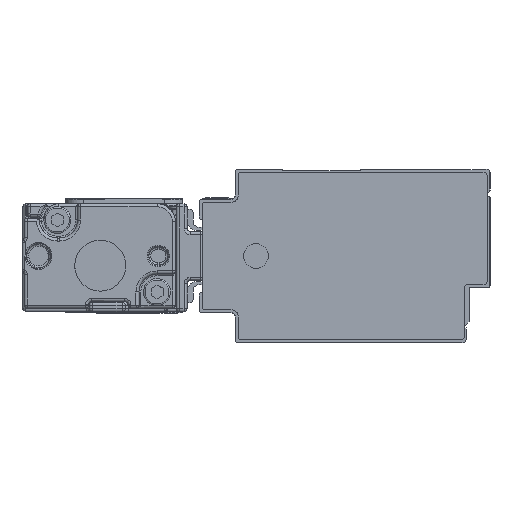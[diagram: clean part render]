
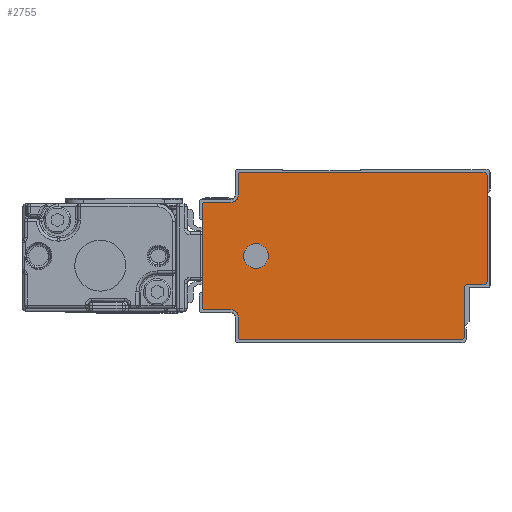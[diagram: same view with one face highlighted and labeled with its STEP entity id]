
A CAD part, left-side view. The second image highlights one B-rep face of the part: STEP entity #2755.
In plain terms, the highlighted planar face has unit normal (-1, 0, 0).
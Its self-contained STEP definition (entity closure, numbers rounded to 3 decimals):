
#1371=AXIS2_PLACEMENT_3D('Circle Axis2P3D',#1369,#1370,$) ;
#1409=AXIS2_PLACEMENT_3D('Circle Axis2P3D',#1407,#1408,$) ;
#1447=AXIS2_PLACEMENT_3D('Circle Axis2P3D',#1445,#1446,$) ;
#1485=AXIS2_PLACEMENT_3D('Circle Axis2P3D',#1483,#1484,$) ;
#2638=AXIS2_PLACEMENT_3D('Plane Axis2P3D',#2635,#2636,#2637) ;
#2642=AXIS2_PLACEMENT_3D('Circle Axis2P3D',#2640,#2641,$) ;
#2656=AXIS2_PLACEMENT_3D('Circle Axis2P3D',#2654,#2655,$) ;
#2670=AXIS2_PLACEMENT_3D('Circle Axis2P3D',#2668,#2669,$) ;
#2684=AXIS2_PLACEMENT_3D('Circle Axis2P3D',#2682,#2683,$) ;
#2698=AXIS2_PLACEMENT_3D('Circle Axis2P3D',#2696,#2697,$) ;
#2712=AXIS2_PLACEMENT_3D('Circle Axis2P3D',#2710,#2711,$) ;
#2739=AXIS2_PLACEMENT_3D('Circle Axis2P3D',#2737,#2738,$) ;
#2748=AXIS2_PLACEMENT_3D('Circle Axis2P3D',#2746,#2747,$) ;
#1327=CARTESIAN_POINT('Line Origine',(-375.5,44.,14.5)) ;
#1331=CARTESIAN_POINT('Vertex',(-375.5,44.,6.)) ;
#1333=CARTESIAN_POINT('Vertex',(-375.5,44.,23.)) ;
#1369=CARTESIAN_POINT('Axis2P3D Location',(-375.5,43.5,23.)) ;
#1373=CARTESIAN_POINT('Vertex',(-375.5,43.5,23.5)) ;
#1388=CARTESIAN_POINT('Line Origine',(-375.5,41.25,23.5)) ;
#1392=CARTESIAN_POINT('Vertex',(-375.5,39.,23.5)) ;
#1407=CARTESIAN_POINT('Axis2P3D Location',(-375.5,39.,24.5)) ;
#1411=CARTESIAN_POINT('Vertex',(-375.5,38.,24.5)) ;
#1426=CARTESIAN_POINT('Line Origine',(-375.5,38.,26.25)) ;
#1430=CARTESIAN_POINT('Vertex',(-375.5,38.,28.)) ;
#1445=CARTESIAN_POINT('Axis2P3D Location',(-375.5,37.5,28.)) ;
#1449=CARTESIAN_POINT('Vertex',(-375.5,37.5,28.5)) ;
#1464=CARTESIAN_POINT('Line Origine',(-375.5,17.25,28.5)) ;
#1468=CARTESIAN_POINT('Vertex',(-375.5,-3.,28.5)) ;
#1483=CARTESIAN_POINT('Axis2P3D Location',(-375.5,-3.,28.)) ;
#1487=CARTESIAN_POINT('Vertex',(-375.5,-3.5,28.)) ;
#1502=CARTESIAN_POINT('Line Origine',(-375.5,-3.5,19.1)) ;
#1506=CARTESIAN_POINT('Vertex',(-375.5,-3.5,10.2)) ;
#2635=CARTESIAN_POINT('Axis2P3D Location',(-375.5,0.,0.)) ;
#2640=CARTESIAN_POINT('Axis2P3D Location',(-375.5,43.5,6.)) ;
#2644=CARTESIAN_POINT('Vertex',(-375.5,43.5,5.5)) ;
#2647=CARTESIAN_POINT('Line Origine',(-375.5,41.25,5.5)) ;
#2651=CARTESIAN_POINT('Vertex',(-375.5,39.,5.5)) ;
#2654=CARTESIAN_POINT('Axis2P3D Location',(-375.5,39.,4.5)) ;
#2658=CARTESIAN_POINT('Vertex',(-375.5,38.,4.5)) ;
#2661=CARTESIAN_POINT('Line Origine',(-375.5,38.,2.75)) ;
#2665=CARTESIAN_POINT('Vertex',(-375.5,38.,1.)) ;
#2668=CARTESIAN_POINT('Axis2P3D Location',(-375.5,37.5,1.)) ;
#2672=CARTESIAN_POINT('Vertex',(-375.5,37.5,0.5)) ;
#2675=CARTESIAN_POINT('Line Origine',(-375.5,19.15,0.5)) ;
#2679=CARTESIAN_POINT('Vertex',(-375.5,0.8,0.5)) ;
#2682=CARTESIAN_POINT('Axis2P3D Location',(-375.5,0.8,1.)) ;
#2686=CARTESIAN_POINT('Vertex',(-375.5,0.3,1.)) ;
#2689=CARTESIAN_POINT('Line Origine',(-375.5,0.3,5.1)) ;
#2693=CARTESIAN_POINT('Vertex',(-375.5,0.3,9.2)) ;
#2696=CARTESIAN_POINT('Axis2P3D Location',(-375.5,-0.2,9.2)) ;
#2700=CARTESIAN_POINT('Vertex',(-375.5,-0.2,9.7)) ;
#2703=CARTESIAN_POINT('Line Origine',(-375.5,-1.6,9.7)) ;
#2707=CARTESIAN_POINT('Vertex',(-375.5,-3.,9.7)) ;
#2710=CARTESIAN_POINT('Axis2P3D Location',(-375.5,-3.,10.2)) ;
#2737=CARTESIAN_POINT('Axis2P3D Location',(-375.5,35.,14.5)) ;
#2741=CARTESIAN_POINT('Vertex',(-375.5,33.186,13.509)) ;
#2743=CARTESIAN_POINT('Vertex',(-375.5,36.814,15.491)) ;
#2746=CARTESIAN_POINT('Axis2P3D Location',(-375.5,35.,14.5)) ;
#1328=DIRECTION('Vector Direction',(0.,0.,1.)) ;
#1370=DIRECTION('Axis2P3D Direction',(1.,0.,0.)) ;
#1389=DIRECTION('Vector Direction',(0.,1.,0.)) ;
#1408=DIRECTION('Axis2P3D Direction',(1.,0.,0.)) ;
#1427=DIRECTION('Vector Direction',(0.,0.,1.)) ;
#1446=DIRECTION('Axis2P3D Direction',(1.,0.,0.)) ;
#1465=DIRECTION('Vector Direction',(0.,1.,0.)) ;
#1484=DIRECTION('Axis2P3D Direction',(1.,0.,-0.)) ;
#1503=DIRECTION('Vector Direction',(0.,0.,-1.)) ;
#2636=DIRECTION('Axis2P3D Direction',(1.,0.,0.)) ;
#2637=DIRECTION('Axis2P3D XDirection',(0.,1.,0.)) ;
#2641=DIRECTION('Axis2P3D Direction',(1.,0.,0.)) ;
#2648=DIRECTION('Vector Direction',(0.,-1.,0.)) ;
#2655=DIRECTION('Axis2P3D Direction',(1.,0.,0.)) ;
#2662=DIRECTION('Vector Direction',(0.,0.,1.)) ;
#2669=DIRECTION('Axis2P3D Direction',(1.,0.,0.)) ;
#2676=DIRECTION('Vector Direction',(0.,-1.,0.)) ;
#2683=DIRECTION('Axis2P3D Direction',(1.,0.,0.)) ;
#2690=DIRECTION('Vector Direction',(0.,0.,-1.)) ;
#2697=DIRECTION('Axis2P3D Direction',(1.,0.,0.)) ;
#2704=DIRECTION('Vector Direction',(0.,1.,0.)) ;
#2711=DIRECTION('Axis2P3D Direction',(1.,0.,0.)) ;
#2738=DIRECTION('Axis2P3D Direction',(1.,0.,0.)) ;
#2747=DIRECTION('Axis2P3D Direction',(1.,0.,0.)) ;
#1329=VECTOR('Line Direction',#1328,1.) ;
#1390=VECTOR('Line Direction',#1389,1.) ;
#1428=VECTOR('Line Direction',#1427,1.) ;
#1466=VECTOR('Line Direction',#1465,1.) ;
#1504=VECTOR('Line Direction',#1503,1.) ;
#2649=VECTOR('Line Direction',#2648,1.) ;
#2663=VECTOR('Line Direction',#2662,1.) ;
#2677=VECTOR('Line Direction',#2676,1.) ;
#2691=VECTOR('Line Direction',#2690,1.) ;
#2705=VECTOR('Line Direction',#2704,1.) ;
#2716=ORIENTED_EDGE('',*,*,#1470,.F.) ;
#2717=ORIENTED_EDGE('',*,*,#1451,.F.) ;
#2718=ORIENTED_EDGE('',*,*,#1432,.F.) ;
#2719=ORIENTED_EDGE('',*,*,#1413,.F.) ;
#2720=ORIENTED_EDGE('',*,*,#1394,.F.) ;
#2721=ORIENTED_EDGE('',*,*,#1375,.F.) ;
#2722=ORIENTED_EDGE('',*,*,#1335,.F.) ;
#2723=ORIENTED_EDGE('',*,*,#2646,.F.) ;
#2724=ORIENTED_EDGE('',*,*,#2653,.F.) ;
#2725=ORIENTED_EDGE('',*,*,#2660,.F.) ;
#2726=ORIENTED_EDGE('',*,*,#2667,.F.) ;
#2727=ORIENTED_EDGE('',*,*,#2674,.F.) ;
#2728=ORIENTED_EDGE('',*,*,#2681,.F.) ;
#2729=ORIENTED_EDGE('',*,*,#2688,.F.) ;
#2730=ORIENTED_EDGE('',*,*,#2695,.F.) ;
#2731=ORIENTED_EDGE('',*,*,#2702,.F.) ;
#2732=ORIENTED_EDGE('',*,*,#2709,.F.) ;
#2733=ORIENTED_EDGE('',*,*,#2714,.F.) ;
#2734=ORIENTED_EDGE('',*,*,#1508,.F.) ;
#2735=ORIENTED_EDGE('',*,*,#1489,.F.) ;
#2752=ORIENTED_EDGE('',*,*,#2745,.T.) ;
#2753=ORIENTED_EDGE('',*,*,#2750,.T.) ;
#2754=FACE_BOUND('',#2751,.T.) ;
#2755=ADVANCED_FACE('\X2\FF8EFF9EFF83FF9EFF68FF70\X0\.2',(#2736,#2754),#2639,.F.) ;
#1372=CIRCLE('generated circle',#1371,0.5) ;
#1410=CIRCLE('generated circle',#1409,1.) ;
#1448=CIRCLE('generated circle',#1447,0.5) ;
#1486=CIRCLE('generated circle',#1485,0.5) ;
#2643=CIRCLE('generated circle',#2642,0.5) ;
#2657=CIRCLE('generated circle',#2656,1.) ;
#2671=CIRCLE('generated circle',#2670,0.5) ;
#2685=CIRCLE('generated circle',#2684,0.5) ;
#2699=CIRCLE('generated circle',#2698,0.5) ;
#2713=CIRCLE('generated circle',#2712,0.5) ;
#2740=CIRCLE('generated circle',#2739,2.067) ;
#2749=CIRCLE('generated circle',#2748,2.067) ;
#1335=EDGE_CURVE('',#1332,#1334,#1330,.T.) ;
#1375=EDGE_CURVE('',#1334,#1374,#1372,.T.) ;
#1394=EDGE_CURVE('',#1374,#1393,#1391,.F.) ;
#1413=EDGE_CURVE('',#1393,#1412,#1410,.F.) ;
#1432=EDGE_CURVE('',#1412,#1431,#1429,.T.) ;
#1451=EDGE_CURVE('',#1431,#1450,#1448,.T.) ;
#1470=EDGE_CURVE('',#1450,#1469,#1467,.F.) ;
#1489=EDGE_CURVE('',#1469,#1488,#1486,.T.) ;
#1508=EDGE_CURVE('',#1488,#1507,#1505,.T.) ;
#2646=EDGE_CURVE('',#2645,#1332,#2643,.T.) ;
#2653=EDGE_CURVE('',#2652,#2645,#2650,.F.) ;
#2660=EDGE_CURVE('',#2659,#2652,#2657,.F.) ;
#2667=EDGE_CURVE('',#2666,#2659,#2664,.T.) ;
#2674=EDGE_CURVE('',#2673,#2666,#2671,.T.) ;
#2681=EDGE_CURVE('',#2680,#2673,#2678,.F.) ;
#2688=EDGE_CURVE('',#2687,#2680,#2685,.T.) ;
#2695=EDGE_CURVE('',#2694,#2687,#2692,.T.) ;
#2702=EDGE_CURVE('',#2701,#2694,#2699,.F.) ;
#2709=EDGE_CURVE('',#2708,#2701,#2706,.T.) ;
#2714=EDGE_CURVE('',#1507,#2708,#2713,.T.) ;
#2745=EDGE_CURVE('',#2742,#2744,#2740,.T.) ;
#2750=EDGE_CURVE('',#2744,#2742,#2749,.T.) ;
#2715=EDGE_LOOP('',(#2716,#2717,#2718,#2719,#2720,#2721,#2722,#2723,#2724,#2725,#2726,#2727,#2728,#2729,#2730,#2731,#2732,#2733,#2734,#2735)) ;
#2751=EDGE_LOOP('',(#2752,#2753)) ;
#2736=FACE_OUTER_BOUND('',#2715,.T.) ;
#1330=LINE('Line',#1327,#1329) ;
#1391=LINE('Line',#1388,#1390) ;
#1429=LINE('Line',#1426,#1428) ;
#1467=LINE('Line',#1464,#1466) ;
#1505=LINE('Line',#1502,#1504) ;
#2650=LINE('Line',#2647,#2649) ;
#2664=LINE('Line',#2661,#2663) ;
#2678=LINE('Line',#2675,#2677) ;
#2692=LINE('Line',#2689,#2691) ;
#2706=LINE('Line',#2703,#2705) ;
#2639=PLANE('Plane',#2638) ;
#1332=VERTEX_POINT('',#1331) ;
#1334=VERTEX_POINT('',#1333) ;
#1374=VERTEX_POINT('',#1373) ;
#1393=VERTEX_POINT('',#1392) ;
#1412=VERTEX_POINT('',#1411) ;
#1431=VERTEX_POINT('',#1430) ;
#1450=VERTEX_POINT('',#1449) ;
#1469=VERTEX_POINT('',#1468) ;
#1488=VERTEX_POINT('',#1487) ;
#1507=VERTEX_POINT('',#1506) ;
#2645=VERTEX_POINT('',#2644) ;
#2652=VERTEX_POINT('',#2651) ;
#2659=VERTEX_POINT('',#2658) ;
#2666=VERTEX_POINT('',#2665) ;
#2673=VERTEX_POINT('',#2672) ;
#2680=VERTEX_POINT('',#2679) ;
#2687=VERTEX_POINT('',#2686) ;
#2694=VERTEX_POINT('',#2693) ;
#2701=VERTEX_POINT('',#2700) ;
#2708=VERTEX_POINT('',#2707) ;
#2742=VERTEX_POINT('',#2741) ;
#2744=VERTEX_POINT('',#2743) ;
